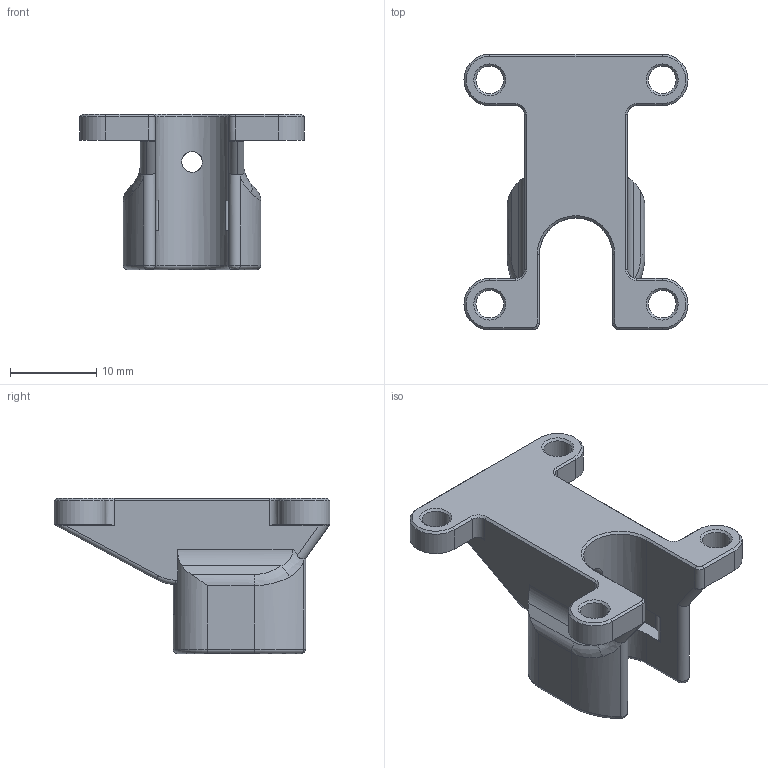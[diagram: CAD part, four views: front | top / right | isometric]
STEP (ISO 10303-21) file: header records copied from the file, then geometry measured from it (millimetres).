
FILE_DESCRIPTION(/* description */ (''),/* implementation_level */ '2;1');
FILE_NAME(/* name */ 'V6 Cable Support.step',/* time_stamp */ '2019-07-31T12:57:29+01:00',/* author */ (''),/* organization */ (''),/* preprocessor_version */ 'ST-DEVELOPER v18',/* originating_system */ 'Autodesk Translation Framework v8.2.0.1029',/* authorisation */ '');
FILE_SCHEMA (('AUTOMOTIVE_DESIGN { 1 0 10303 214 3 1 1 }'));
Length unit declared in the file: millimetre
Products named in the file (2): V6 Cable Support; V6 Cable Support_1
Assembly tree (1 placements, depth 2):
  V6 Cable Support
    V6 Cable Support_1
Bounding box: 26 x 32 x 18 mm (x, y, z)
Volume: 3181.9 mm3; surface area: 3074.3 mm2
Topology: 1 solids, 1 shells, 183 faces, 469 edges, 285 vertices
Faces by surface type: cylinder 74, plane 55, bspline 20, cone 15, torus 15, sphere 4
Full cylindrical faces by diameter (mm): 2.4 x2, 3.2 x4
Entity records: 6332 total; most frequent: CARTESIAN_POINT 1836, ORIENTED_EDGE 938, DIRECTION 937, EDGE_CURVE 469, AXIS2_PLACEMENT_3D 356, VERTEX_POINT 285, LINE 225, VECTOR 225
